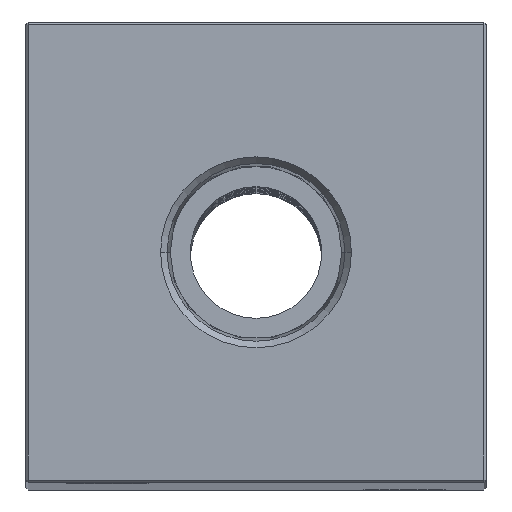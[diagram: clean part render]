
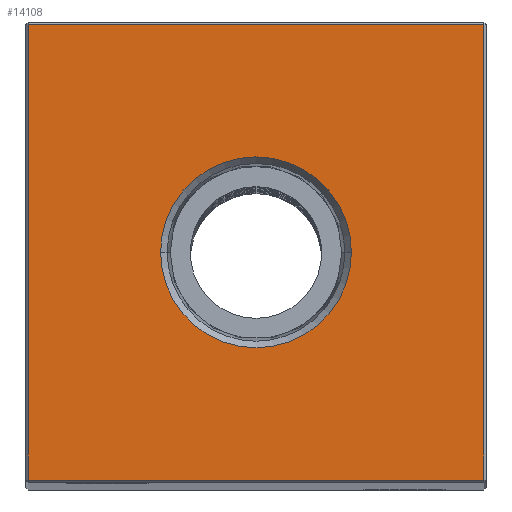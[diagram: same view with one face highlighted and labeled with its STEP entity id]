
A CAD part, top view. The second image highlights one B-rep face of the part: STEP entity #14108.
In plain terms, the highlighted planar face has unit normal (0, 0, 1).
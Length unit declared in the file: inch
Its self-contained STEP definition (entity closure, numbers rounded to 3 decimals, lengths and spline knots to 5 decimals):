
#563 = LINE ( 'NONE', #2932, #15288 ) ;
#795 = LINE ( 'NONE', #1075, #21221 ) ;
#1075 = CARTESIAN_POINT ( 'NONE',  ( 0.865, 0., 16. ) ) ;
#1723 = CARTESIAN_POINT ( 'NONE',  ( 0.865, -0.865, 16. ) ) ;
#2358 = CARTESIAN_POINT ( 'NONE',  ( 0., 0., 16. ) ) ;
#2932 = CARTESIAN_POINT ( 'NONE',  ( 0., -0.865, 16. ) ) ;
#3462 = CIRCLE ( 'NONE', #7025, 0.3626 ) ;
#3514 = CARTESIAN_POINT ( 'NONE',  ( -0.865, 0., 16. ) ) ;
#3829 = DIRECTION ( 'NONE',  ( 0., 1., 0. ) ) ;
#4003 = CARTESIAN_POINT ( 'NONE',  ( 0., 0., 16. ) ) ;
#4138 = FACE_BOUND ( 'NONE', #8757, .T. ) ;
#4571 = DIRECTION ( 'NONE',  ( 0., 0., 1. ) ) ;
#4622 = EDGE_CURVE ( 'NONE', #15590, #18562, #21954, .T. ) ;
#5548 = EDGE_CURVE ( 'NONE', #19571, #12817, #3462, .T. ) ;
#5588 = EDGE_CURVE ( 'NONE', #18562, #8502, #22575, .T. ) ;
#6713 = CARTESIAN_POINT ( 'NONE',  ( 0.3626, 0., 16. ) ) ;
#7025 = AXIS2_PLACEMENT_3D ( 'NONE', #2358, #23521, #19065 ) ;
#8502 = VERTEX_POINT ( 'NONE', #10846 ) ;
#8555 = EDGE_CURVE ( 'NONE', #12817, #19571, #25894, .T. ) ;
#8757 = EDGE_LOOP ( 'NONE', ( #12739, #14753 ) ) ;
#8771 = DIRECTION ( 'NONE',  ( 1., 0., 0. ) ) ;
#9162 = CARTESIAN_POINT ( 'NONE',  ( 0., 0.865, 16. ) ) ;
#9689 = VECTOR ( 'NONE', #25469, 39.37008 ) ;
#9891 = AXIS2_PLACEMENT_3D ( 'NONE', #23639, #4571, #8771 ) ;
#10551 = DIRECTION ( 'NONE',  ( 0., 0., -1. ) ) ;
#10846 = CARTESIAN_POINT ( 'NONE',  ( -0.865, -0.865, 16. ) ) ;
#11275 = CARTESIAN_POINT ( 'NONE',  ( -0.3626, 0., 16. ) ) ;
#12344 = EDGE_CURVE ( 'NONE', #26684, #15590, #795, .T. ) ;
#12739 = ORIENTED_EDGE ( 'NONE', *, *, #8555, .F. ) ;
#12817 = VERTEX_POINT ( 'NONE', #6713 ) ;
#14108 = ADVANCED_FACE ( 'NONE', ( #27522, #4138 ), #16536, .F. ) ;
#14753 = ORIENTED_EDGE ( 'NONE', *, *, #5548, .F. ) ;
#14865 = DIRECTION ( 'NONE',  ( -1., 0., 0. ) ) ;
#15288 = VECTOR ( 'NONE', #17557, 39.37008 ) ;
#15590 = VERTEX_POINT ( 'NONE', #24066 ) ;
#16508 = ORIENTED_EDGE ( 'NONE', *, *, #4622, .T. ) ;
#16536 = PLANE ( 'NONE',  #19825 ) ;
#16888 = ORIENTED_EDGE ( 'NONE', *, *, #12344, .T. ) ;
#17557 = DIRECTION ( 'NONE',  ( 1., 0., 0. ) ) ;
#17643 = DIRECTION ( 'NONE',  ( -1., 0., 0. ) ) ;
#18562 = VERTEX_POINT ( 'NONE', #20936 ) ;
#19065 = DIRECTION ( 'NONE',  ( 1., 0., 0. ) ) ;
#19571 = VERTEX_POINT ( 'NONE', #11275 ) ;
#19825 = AXIS2_PLACEMENT_3D ( 'NONE', #4003, #10551, #14865 ) ;
#19927 = ORIENTED_EDGE ( 'NONE', *, *, #21285, .T. ) ;
#20364 = EDGE_LOOP ( 'NONE', ( #22328, #19927, #16888, #16508 ) ) ;
#20936 = CARTESIAN_POINT ( 'NONE',  ( -0.865, 0.865, 16. ) ) ;
#21221 = VECTOR ( 'NONE', #3829, 39.37008 ) ;
#21285 = EDGE_CURVE ( 'NONE', #8502, #26684, #563, .T. ) ;
#21954 = LINE ( 'NONE', #9162, #24329 ) ;
#22328 = ORIENTED_EDGE ( 'NONE', *, *, #5588, .T. ) ;
#22575 = LINE ( 'NONE', #3514, #9689 ) ;
#23521 = DIRECTION ( 'NONE',  ( 0., 0., 1. ) ) ;
#23639 = CARTESIAN_POINT ( 'NONE',  ( 0., 0., 16. ) ) ;
#24066 = CARTESIAN_POINT ( 'NONE',  ( 0.865, 0.865, 16. ) ) ;
#24329 = VECTOR ( 'NONE', #17643, 39.37008 ) ;
#25469 = DIRECTION ( 'NONE',  ( 0., -1., 0. ) ) ;
#25894 = CIRCLE ( 'NONE', #9891, 0.3626 ) ;
#26684 = VERTEX_POINT ( 'NONE', #1723 ) ;
#27522 = FACE_OUTER_BOUND ( 'NONE', #20364, .T. ) ;
